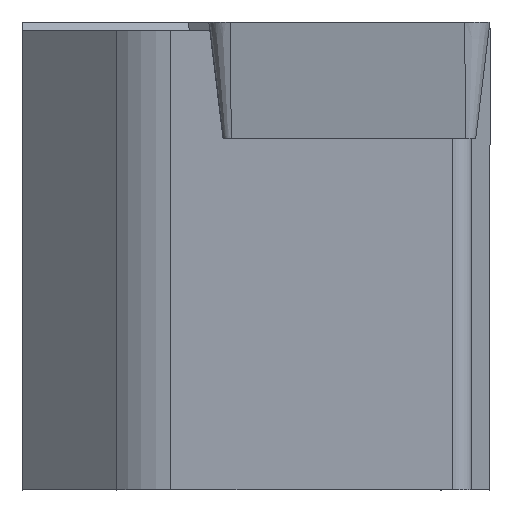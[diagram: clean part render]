
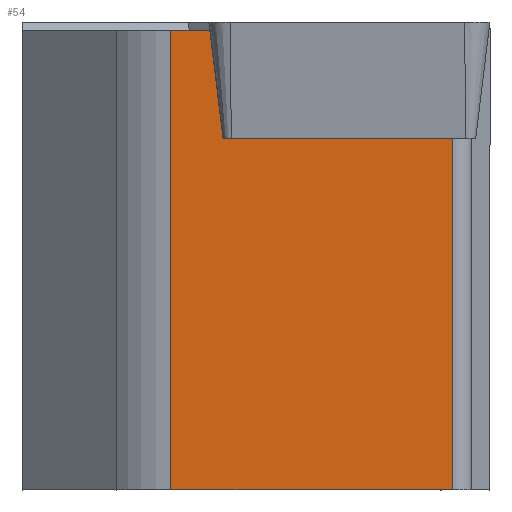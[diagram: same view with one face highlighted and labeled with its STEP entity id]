
A CAD part, left-side view. The second image highlights one B-rep face of the part: STEP entity #54.
In plain terms, the highlighted planar face has unit normal (-0.996, 0.087, 0).
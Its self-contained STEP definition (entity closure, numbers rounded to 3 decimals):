
#54=ADVANCED_FACE('',(#99),#79,.F.);
#79=PLANE('',#510);
#99=FACE_OUTER_BOUND('',#125,.T.);
#125=EDGE_LOOP('',(#181,#182,#183,#184,#185,#186));
#181=ORIENTED_EDGE('',*,*,#352,.F.);
#182=ORIENTED_EDGE('',*,*,#343,.F.);
#183=ORIENTED_EDGE('',*,*,#353,.T.);
#184=ORIENTED_EDGE('',*,*,#354,.F.);
#185=ORIENTED_EDGE('',*,*,#350,.T.);
#186=ORIENTED_EDGE('',*,*,#355,.F.);
#292=VERTEX_POINT('',#678);
#300=VERTEX_POINT('',#693);
#305=VERTEX_POINT('',#707);
#306=VERTEX_POINT('',#709);
#307=VERTEX_POINT('',#713);
#308=VERTEX_POINT('',#715);
#343=EDGE_CURVE('',#300,#292,#406,.T.);
#350=EDGE_CURVE('',#306,#305,#412,.T.);
#352=EDGE_CURVE('',#292,#307,#413,.T.);
#353=EDGE_CURVE('',#300,#308,#414,.T.);
#354=EDGE_CURVE('',#306,#308,#415,.T.);
#355=EDGE_CURVE('',#307,#305,#416,.T.);
#406=LINE('',#694,#457);
#412=LINE('',#708,#463);
#413=LINE('',#712,#464);
#414=LINE('',#714,#465);
#415=LINE('',#716,#466);
#416=LINE('',#717,#467);
#457=VECTOR('',#555,1.);
#463=VECTOR('',#567,1.);
#464=VECTOR('',#572,1.);
#465=VECTOR('',#573,1.);
#466=VECTOR('',#574,1.);
#467=VECTOR('',#575,1.);
#510=AXIS2_PLACEMENT_3D('',#718,#576,#577);
#555=DIRECTION('',(-0.087,-0.996,0.));
#567=DIRECTION('',(0.,0.,1.));
#572=DIRECTION('',(-0.011,-0.123,-0.992));
#573=DIRECTION('',(0.,0.,-1.));
#574=DIRECTION('',(0.087,0.996,0.));
#575=DIRECTION('',(-0.087,-0.996,0.));
#576=DIRECTION('',(0.996,-0.087,0.));
#577=DIRECTION('',(0.087,0.996,0.));
#678=CARTESIAN_POINT('',(1.354,9.57,-0.3));
#693=CARTESIAN_POINT('',(1.471,10.912,-0.3));
#694=CARTESIAN_POINT('',(0.629,1.279,-0.3));
#707=CARTESIAN_POINT('',(0.629,1.279,-3.97));
#708=CARTESIAN_POINT('',(0.629,1.279,-30.));
#709=CARTESIAN_POINT('',(0.629,1.279,-16.));
#712=CARTESIAN_POINT('',(1.025,5.811,-30.567));
#713=CARTESIAN_POINT('',(1.314,9.114,-3.97));
#714=CARTESIAN_POINT('',(1.471,10.912,-30.));
#715=CARTESIAN_POINT('',(1.471,10.912,-16.));
#716=CARTESIAN_POINT('',(0.629,1.279,-16.));
#717=CARTESIAN_POINT('',(0.629,1.279,-3.97));
#718=CARTESIAN_POINT('',(0.629,1.279,-30.));
